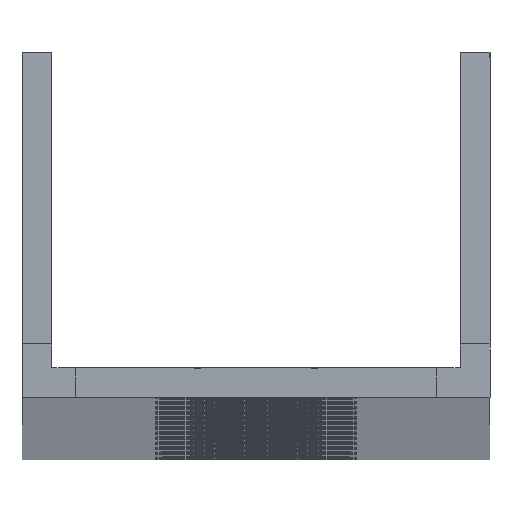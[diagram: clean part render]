
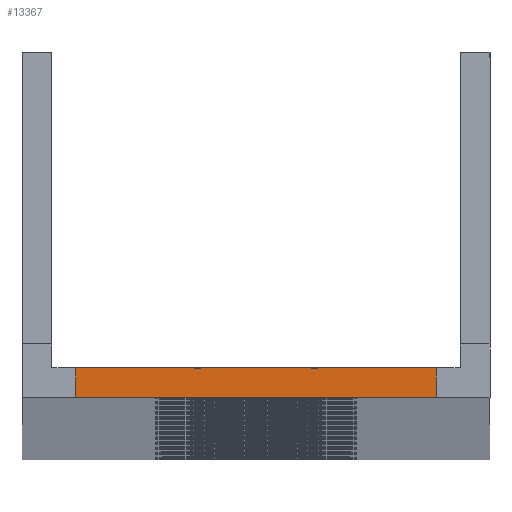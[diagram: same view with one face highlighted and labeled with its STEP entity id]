
A CAD part, top view. The second image highlights one B-rep face of the part: STEP entity #13367.
In plain terms, the highlighted planar face has unit normal (0, 0, 1).
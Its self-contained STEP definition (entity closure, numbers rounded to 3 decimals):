
#1822=FACE_OUTER_BOUND('',#3040,.T.);
#3040=EDGE_LOOP('',(#10078,#10079,#10080,#10081));
#3655=LINE('',#19318,#4703);
#3875=LINE('',#20759,#4923);
#4089=LINE('',#21784,#5137);
#4090=LINE('',#21786,#5138);
#4703=VECTOR('',#15427,10.);
#4923=VECTOR('',#16655,10.);
#5137=VECTOR('',#17475,10.);
#5138=VECTOR('',#17478,10.);
#5751=VERTEX_POINT('',#19315);
#5752=VERTEX_POINT('',#19317);
#6468=VERTEX_POINT('',#20756);
#6469=VERTEX_POINT('',#20758);
#6983=EDGE_CURVE('',#5751,#5752,#3655,.T.);
#7703=EDGE_CURVE('',#6469,#6468,#3875,.T.);
#8217=EDGE_CURVE('',#6468,#5752,#4089,.T.);
#8218=EDGE_CURVE('',#5751,#6469,#4090,.T.);
#10078=ORIENTED_EDGE('',*,*,#8217,.T.);
#10079=ORIENTED_EDGE('',*,*,#6983,.F.);
#10080=ORIENTED_EDGE('',*,*,#8218,.T.);
#10081=ORIENTED_EDGE('',*,*,#7703,.T.);
#12530=PLANE('',#14808);
#13367=ADVANCED_FACE('',(#1822),#12530,.F.);
#14808=AXIS2_PLACEMENT_3D('',#21785,#17476,#17477);
#15427=DIRECTION('',(-1.,0.,0.));
#16655=DIRECTION('',(-1.,0.,0.));
#17475=DIRECTION('',(0.,-1.,0.));
#17476=DIRECTION('center_axis',(0.,0.,
-1.));
#17477=DIRECTION('ref_axis',(-1.,0.,0.));
#17478=DIRECTION('',(0.,1.,0.));
#19315=CARTESIAN_POINT('',(-29.365,0.,0.));
#19317=CARTESIAN_POINT('',(-59.635,0.,0.));
#19318=CARTESIAN_POINT('',(0.,0.,0.));
#20756=CARTESIAN_POINT('',(-59.635,2.5,0.));
#20758=CARTESIAN_POINT('',(-29.365,2.5,0.));
#20759=CARTESIAN_POINT('',(0.,2.5,0.));
#21784=CARTESIAN_POINT('',(-59.635,1.25,0.));
#21785=CARTESIAN_POINT('Origin',(-20.615,4.5,0.));
#21786=CARTESIAN_POINT('',(-29.365,1.25,0.));
